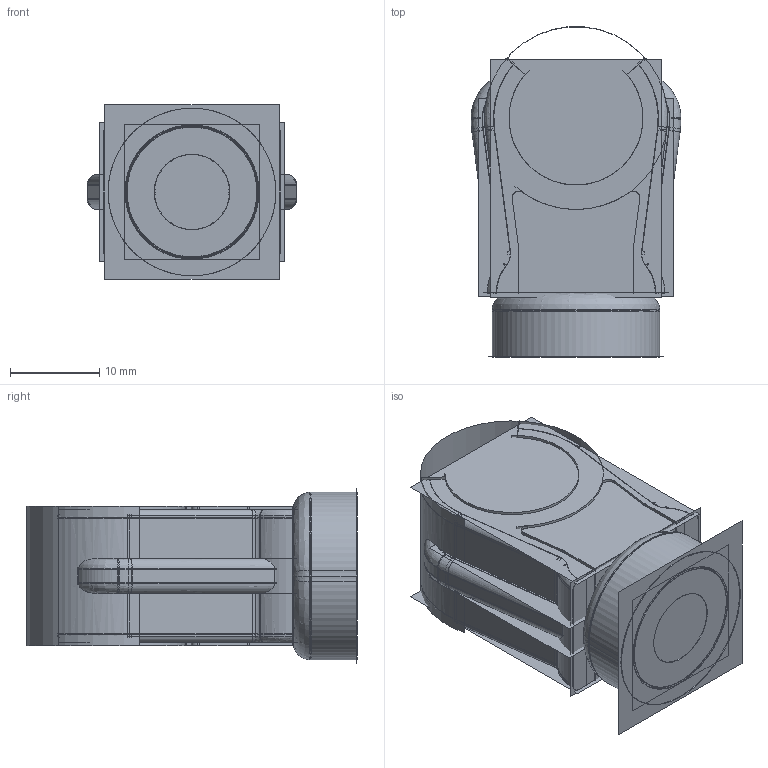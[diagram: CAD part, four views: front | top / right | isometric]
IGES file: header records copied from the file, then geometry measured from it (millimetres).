
Start section:  PTC IGES file: 222242.igs
Global section: file name: 222242.igs; native system: Creo Parametric by PTC Inc.; preprocessor: 2019292; author: PDMAdmin; organization: Unknown; date: 20210312.135612; units: millimetre
Bounding box: 23.5 x 36.97 x 19.56 mm (x, y, z)
Volume: 5443.6 mm3; surface area: 32026.9 mm2
Topology: 3 solids, 4 shells, 574 faces, 3916 edges, 5548 vertices
Faces by surface type: revolution 368, bspline 182, extrusion 24
